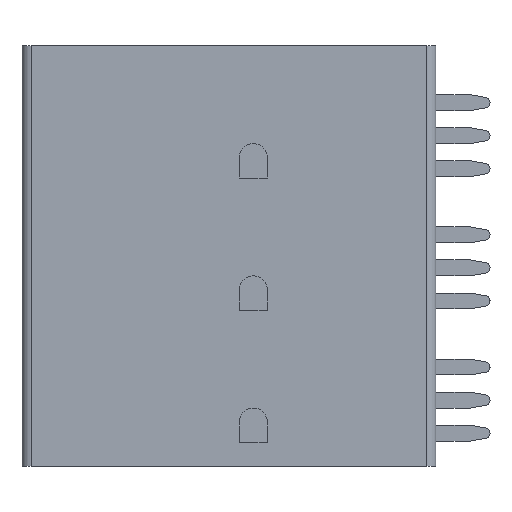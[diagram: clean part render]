
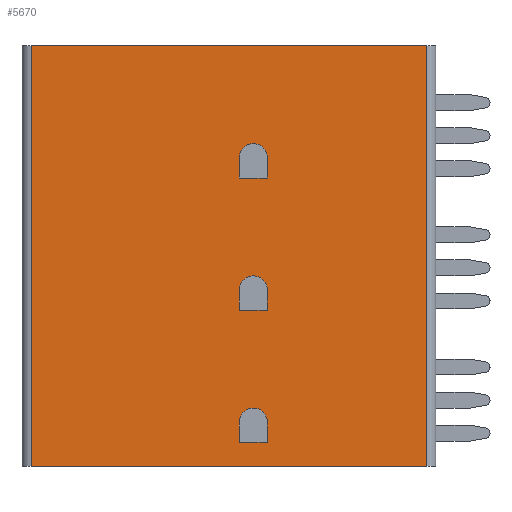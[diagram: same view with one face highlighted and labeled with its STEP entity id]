
A CAD part, front view. The second image highlights one B-rep face of the part: STEP entity #5670.
In plain terms, the highlighted planar face has unit normal (0, -1, 0).
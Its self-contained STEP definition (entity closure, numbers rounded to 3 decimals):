
#27=DIRECTION('',(1.,0.,0.));
#28=VECTOR('',#27,29.9);
#29=CARTESIAN_POINT('',(-13.8,-15.,-6.8));
#30=LINE('',#29,#28);
#1397=DIRECTION('',(1.,0.,0.));
#1398=VECTOR('',#1397,2.1);
#1399=CARTESIAN_POINT('',(1.95,-15.,-5.));
#1400=LINE('',#1399,#1398);
#1401=DIRECTION('',(0.,0.,1.));
#1402=VECTOR('',#1401,1.55);
#1403=CARTESIAN_POINT('',(4.05,-15.,-5.));
#1404=LINE('',#1403,#1402);
#1405=CARTESIAN_POINT('',(3.,-15.,-3.45));
#1406=DIRECTION('',(0.,-1.,0.));
#1407=DIRECTION('',(1.,0.,0.));
#1408=AXIS2_PLACEMENT_3D('',#1405,#1406,#1407);
#1410=DIRECTION('',(0.,0.,-1.));
#1411=VECTOR('',#1410,1.55);
#1412=CARTESIAN_POINT('',(1.95,-15.,-3.45));
#1413=LINE('',#1412,#1411);
#1414=DIRECTION('',(1.,0.,0.));
#1415=VECTOR('',#1414,2.1);
#1416=CARTESIAN_POINT('',(1.95,-15.,5.));
#1417=LINE('',#1416,#1415);
#1418=DIRECTION('',(0.,0.,1.));
#1419=VECTOR('',#1418,1.55);
#1420=CARTESIAN_POINT('',(4.05,-15.,5.));
#1421=LINE('',#1420,#1419);
#1422=CARTESIAN_POINT('',(3.,-15.,6.55));
#1423=DIRECTION('',(0.,-1.,0.));
#1424=DIRECTION('',(1.,0.,0.));
#1425=AXIS2_PLACEMENT_3D('',#1422,#1423,#1424);
#1427=DIRECTION('',(0.,0.,-1.));
#1428=VECTOR('',#1427,1.55);
#1429=CARTESIAN_POINT('',(1.95,-15.,6.55));
#1430=LINE('',#1429,#1428);
#1431=DIRECTION('',(1.,0.,0.));
#1432=VECTOR('',#1431,2.1);
#1433=CARTESIAN_POINT('',(1.95,-15.,15.));
#1434=LINE('',#1433,#1432);
#1435=DIRECTION('',(0.,0.,1.));
#1436=VECTOR('',#1435,1.55);
#1437=CARTESIAN_POINT('',(4.05,-15.,15.));
#1438=LINE('',#1437,#1436);
#1439=CARTESIAN_POINT('',(3.,-15.,16.55));
#1440=DIRECTION('',(0.,-1.,0.));
#1441=DIRECTION('',(1.,0.,0.));
#1442=AXIS2_PLACEMENT_3D('',#1439,#1440,#1441);
#1444=DIRECTION('',(0.,0.,-1.));
#1445=VECTOR('',#1444,1.55);
#1446=CARTESIAN_POINT('',(1.95,-15.,16.55));
#1447=LINE('',#1446,#1445);
#1448=DIRECTION('',(0.,0.,-1.));
#1449=VECTOR('',#1448,31.8);
#1450=CARTESIAN_POINT('',(-13.8,-15.,25.));
#1451=LINE('',#1450,#1449);
#1452=DIRECTION('',(0.,0.,-1.));
#1453=VECTOR('',#1452,31.8);
#1454=CARTESIAN_POINT('',(16.1,-15.,25.));
#1455=LINE('',#1454,#1453);
#2750=DIRECTION('',(1.,0.,0.));
#2751=VECTOR('',#2750,29.9);
#2752=CARTESIAN_POINT('',(-13.8,-15.,25.));
#2753=LINE('',#2752,#2751);
#2911=CARTESIAN_POINT('',(1.95,-15.,-5.));
#2912=CARTESIAN_POINT('',(4.05,-15.,-5.));
#2913=VERTEX_POINT('',#2911);
#2914=VERTEX_POINT('',#2912);
#2915=CARTESIAN_POINT('',(4.05,-15.,-3.45));
#2916=VERTEX_POINT('',#2915);
#2917=CARTESIAN_POINT('',(1.95,-15.,-3.45));
#2918=VERTEX_POINT('',#2917);
#2967=CARTESIAN_POINT('',(1.95,-15.,5.));
#2968=CARTESIAN_POINT('',(4.05,-15.,5.));
#2969=VERTEX_POINT('',#2967);
#2970=VERTEX_POINT('',#2968);
#2971=CARTESIAN_POINT('',(4.05,-15.,6.55));
#2972=VERTEX_POINT('',#2971);
#2973=CARTESIAN_POINT('',(1.95,-15.,6.55));
#2974=VERTEX_POINT('',#2973);
#2983=CARTESIAN_POINT('',(1.95,-15.,15.));
#2984=CARTESIAN_POINT('',(4.05,-15.,15.));
#2985=VERTEX_POINT('',#2983);
#2986=VERTEX_POINT('',#2984);
#2987=CARTESIAN_POINT('',(4.05,-15.,16.55));
#2988=VERTEX_POINT('',#2987);
#2989=CARTESIAN_POINT('',(1.95,-15.,16.55));
#2990=VERTEX_POINT('',#2989);
#3443=CARTESIAN_POINT('',(-13.8,-15.,-6.8));
#3445=VERTEX_POINT('',#3443);
#3449=CARTESIAN_POINT('',(-13.8,-15.,25.));
#3450=VERTEX_POINT('',#3449);
#3452=CARTESIAN_POINT('',(16.1,-15.,-6.8));
#3454=VERTEX_POINT('',#3452);
#3455=CARTESIAN_POINT('',(16.1,-15.,25.));
#3456=VERTEX_POINT('',#3455);
#5627=CARTESIAN_POINT('',(-14.5,-15.,-6.8));
#5628=DIRECTION('',(0.,-1.,0.));
#5629=DIRECTION('',(1.,0.,0.));
#5630=AXIS2_PLACEMENT_3D('',#5627,#5628,#5629);
#5631=PLANE('',#5630);
#5633=ORIENTED_EDGE('',*,*,#5632,.F.);
#5635=ORIENTED_EDGE('',*,*,#5634,.T.);
#5636=ORIENTED_EDGE('',*,*,#5619,.T.);
#5637=ORIENTED_EDGE('',*,*,#3527,.F.);
#5638=EDGE_LOOP('',(#5633,#5635,#5636,#5637));
#5639=FACE_OUTER_BOUND('',#5638,.F.);
#5641=ORIENTED_EDGE('',*,*,#5640,.T.);
#5643=ORIENTED_EDGE('',*,*,#5642,.T.);
#5645=ORIENTED_EDGE('',*,*,#5644,.T.);
#5647=ORIENTED_EDGE('',*,*,#5646,.T.);
#5648=EDGE_LOOP('',(#5641,#5643,#5645,#5647));
#5649=FACE_BOUND('',#5648,.F.);
#5651=ORIENTED_EDGE('',*,*,#5650,.T.);
#5653=ORIENTED_EDGE('',*,*,#5652,.T.);
#5655=ORIENTED_EDGE('',*,*,#5654,.T.);
#5657=ORIENTED_EDGE('',*,*,#5656,.T.);
#5658=EDGE_LOOP('',(#5651,#5653,#5655,#5657));
#5659=FACE_BOUND('',#5658,.F.);
#5661=ORIENTED_EDGE('',*,*,#5660,.T.);
#5663=ORIENTED_EDGE('',*,*,#5662,.T.);
#5665=ORIENTED_EDGE('',*,*,#5664,.T.);
#5667=ORIENTED_EDGE('',*,*,#5666,.T.);
#5668=EDGE_LOOP('',(#5661,#5663,#5665,#5667));
#5669=FACE_BOUND('',#5668,.F.);
#1409=CIRCLE('',#1408,1.05);
#1426=CIRCLE('',#1425,1.05);
#1443=CIRCLE('',#1442,1.05);
#3527=EDGE_CURVE('',#3445,#3454,#30,.T.);
#5619=EDGE_CURVE('',#3456,#3454,#1455,.T.);
#5632=EDGE_CURVE('',#3450,#3445,#1451,.T.);
#5634=EDGE_CURVE('',#3450,#3456,#2753,.T.);
#5640=EDGE_CURVE('',#2969,#2970,#1417,.T.);
#5642=EDGE_CURVE('',#2970,#2972,#1421,.T.);
#5644=EDGE_CURVE('',#2972,#2974,#1426,.T.);
#5646=EDGE_CURVE('',#2974,#2969,#1430,.T.);
#5650=EDGE_CURVE('',#2985,#2986,#1434,.T.);
#5652=EDGE_CURVE('',#2986,#2988,#1438,.T.);
#5654=EDGE_CURVE('',#2988,#2990,#1443,.T.);
#5656=EDGE_CURVE('',#2990,#2985,#1447,.T.);
#5660=EDGE_CURVE('',#2913,#2914,#1400,.T.);
#5662=EDGE_CURVE('',#2914,#2916,#1404,.T.);
#5664=EDGE_CURVE('',#2916,#2918,#1409,.T.);
#5666=EDGE_CURVE('',#2918,#2913,#1413,.T.);
#5670=ADVANCED_FACE('',(#5639,#5649,#5659,#5669),#5631,.T.);
